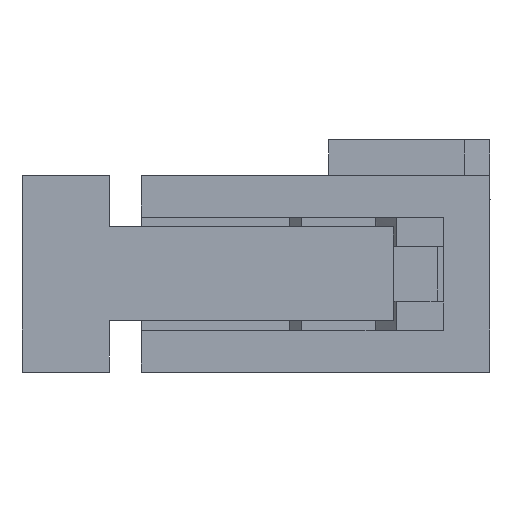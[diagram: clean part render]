
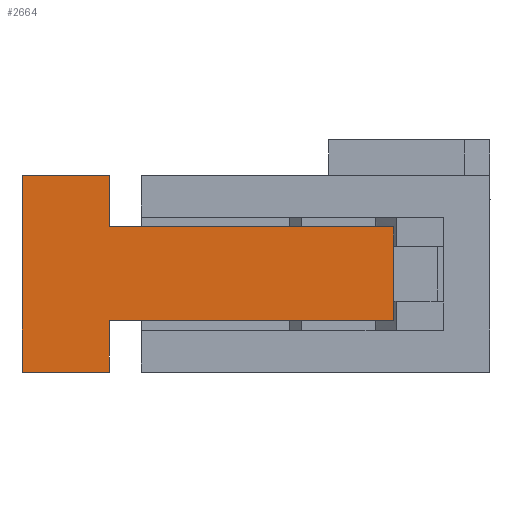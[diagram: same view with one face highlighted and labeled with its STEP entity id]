
A CAD part, left-side view. The second image highlights one B-rep face of the part: STEP entity #2664.
In plain terms, the highlighted planar face has unit normal (-1, 0, 0).
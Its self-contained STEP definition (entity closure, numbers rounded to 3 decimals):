
#2664=ADVANCED_FACE('',(#3836),#3251,.T.);
#3251=PLANE('',#14472);
#3836=FACE_OUTER_BOUND('',#4419,.T.);
#4419=EDGE_LOOP('',(#6751,#6752,#6753,#6754,#6755,#6756,#6757,#6758));
#6751=ORIENTED_EDGE('',*,*,#10483,.T.);
#6752=ORIENTED_EDGE('',*,*,#10484,.T.);
#6753=ORIENTED_EDGE('',*,*,#10481,.T.);
#6754=ORIENTED_EDGE('',*,*,#10485,.T.);
#6755=ORIENTED_EDGE('',*,*,#10486,.T.);
#6756=ORIENTED_EDGE('',*,*,#10401,.T.);
#6757=ORIENTED_EDGE('',*,*,#10487,.F.);
#6758=ORIENTED_EDGE('',*,*,#10400,.T.);
#8869=VERTEX_POINT('',#20114);
#8870=VERTEX_POINT('',#20116);
#8871=VERTEX_POINT('',#20120);
#8872=VERTEX_POINT('',#20121);
#8927=VERTEX_POINT('',#20290);
#8928=VERTEX_POINT('',#20292);
#8929=VERTEX_POINT('',#20296);
#8930=VERTEX_POINT('',#20299);
#10400=EDGE_CURVE('',#8869,#8870,#12043,.T.);
#10401=EDGE_CURVE('',#8871,#8872,#12044,.T.);
#10481=EDGE_CURVE('',#8928,#8927,#12120,.T.);
#10483=EDGE_CURVE('',#8870,#8929,#12122,.T.);
#10484=EDGE_CURVE('',#8929,#8928,#12123,.T.);
#10485=EDGE_CURVE('',#8927,#8930,#12124,.T.);
#10486=EDGE_CURVE('',#8930,#8871,#12125,.T.);
#10487=EDGE_CURVE('',#8869,#8872,#12126,.T.);
#12043=LINE('',#20117,#13668);
#12044=LINE('',#20119,#13669);
#12120=LINE('',#20291,#13745);
#12122=LINE('',#20295,#13747);
#12123=LINE('',#20297,#13748);
#12124=LINE('',#20298,#13749);
#12125=LINE('',#20300,#13750);
#12126=LINE('',#20301,#13751);
#13668=VECTOR('',#16869,1.);
#13669=VECTOR('',#16872,1.);
#13745=VECTOR('',#16994,1.);
#13747=VECTOR('',#16998,1.);
#13748=VECTOR('',#16999,1.);
#13749=VECTOR('',#17000,1.);
#13750=VECTOR('',#17001,1.);
#13751=VECTOR('',#17002,1.);
#14472=AXIS2_PLACEMENT_3D('',#20302,#17003,#17004);
#16869=DIRECTION('',(0.,-1.,0.));
#16872=DIRECTION('',(0.,1.,0.));
#16994=DIRECTION('',(0.,0.,1.));
#16998=DIRECTION('',(0.,0.,1.));
#16999=DIRECTION('',(0.,-1.,0.));
#17000=DIRECTION('',(0.,1.,0.));
#17001=DIRECTION('',(0.,0.,1.));
#17002=DIRECTION('',(0.,0.,1.));
#17003=DIRECTION('',(-1.,0.,0.));
#17004=DIRECTION('',(0.,-1.,0.));
#20114=CARTESIAN_POINT('',(0.,14.5,0.));
#20116=CARTESIAN_POINT('',(0.,11.79,0.));
#20117=CARTESIAN_POINT('',(0.,14.5,0.));
#20119=CARTESIAN_POINT('',(0.,11.79,6.1));
#20120=CARTESIAN_POINT('',(0.,11.79,6.1));
#20121=CARTESIAN_POINT('',(0.,14.5,6.1));
#20290=CARTESIAN_POINT('',(0.,2.99,4.5));
#20291=CARTESIAN_POINT('',(0.,2.99,1.6));
#20292=CARTESIAN_POINT('',(0.,2.99,1.6));
#20295=CARTESIAN_POINT('',(0.,11.79,0.));
#20296=CARTESIAN_POINT('',(0.,11.79,1.6));
#20297=CARTESIAN_POINT('',(0.,11.79,1.6));
#20298=CARTESIAN_POINT('',(0.,2.99,4.5));
#20299=CARTESIAN_POINT('',(0.,11.79,4.5));
#20300=CARTESIAN_POINT('',(0.,11.79,4.5));
#20301=CARTESIAN_POINT('',(0.,14.5,0.));
#20302=CARTESIAN_POINT('',(0.,14.7,-0.2));
